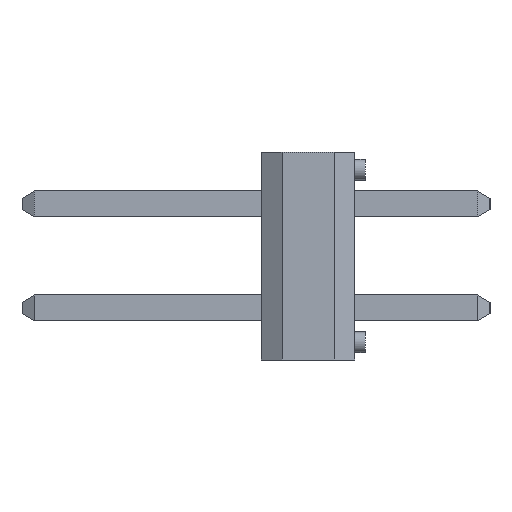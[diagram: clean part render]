
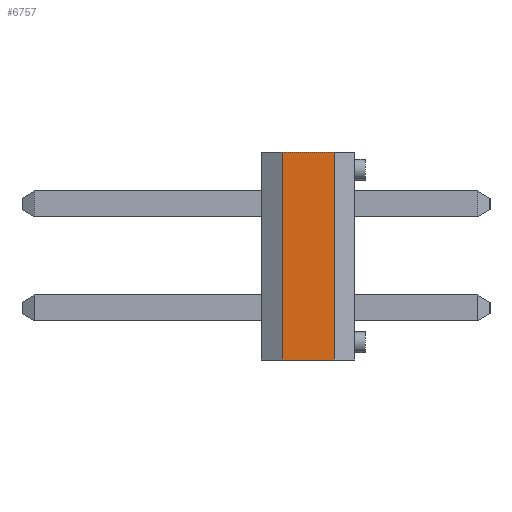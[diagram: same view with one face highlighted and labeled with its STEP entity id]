
A CAD part, left-side view. The second image highlights one B-rep face of the part: STEP entity #6757.
In plain terms, the highlighted planar face has unit normal (-1, 0, 0).
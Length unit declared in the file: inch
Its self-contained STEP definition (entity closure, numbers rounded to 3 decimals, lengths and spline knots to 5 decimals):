
#915 = ORIENTED_EDGE ( 'NONE', *, *, #6766, .F. ) ;
#6059 = CARTESIAN_POINT ( 'NONE',  ( 0., -0.02, 0. ) ) ;
#6074 = CARTESIAN_POINT ( 'NONE',  ( 0., -0.09, 0. ) ) ;
#6075 = LINE ( 'NONE', #6074, #6099 ) ;
#6076 = DIRECTION ( 'NONE',  ( -1., 0., 0. ) ) ;
#6077 = CARTESIAN_POINT ( 'NONE',  ( 0., -0.09, 0. ) ) ;
#6078 = FACE_OUTER_BOUND ( 'NONE', #6730, .T. ) ;
#6079 = PLANE ( 'NONE',  #6100 ) ;
#6080 = DIRECTION ( 'NONE',  ( 0., 0., 1. ) ) ;
#6081 = VECTOR ( 'NONE', #6080, 39.37008 ) ;
#6082 = CARTESIAN_POINT ( 'NONE',  ( 0., -0.02, -0.20004 ) ) ;
#6084 = LINE ( 'NONE', #6082, #6081 ) ;
#6088 = CARTESIAN_POINT ( 'NONE',  ( 0., -0.02, -0.2 ) ) ;
#6098 = DIRECTION ( 'NONE',  ( 0., 1., 0. ) ) ;
#6099 = VECTOR ( 'NONE', #6098, 39.37008 ) ;
#6100 = AXIS2_PLACEMENT_3D ( 'NONE', #6077, #6076, #6134 ) ;
#6101 = CARTESIAN_POINT ( 'NONE',  ( 0., -0.07, 0. ) ) ;
#6127 = DIRECTION ( 'NONE',  ( 0., 1., 0. ) ) ;
#6128 = CARTESIAN_POINT ( 'NONE',  ( 0., -0.07, -0.2 ) ) ;
#6130 = LINE ( 'NONE', #6139, #6133 ) ;
#6133 = VECTOR ( 'NONE', #6127, 39.37008 ) ;
#6134 = DIRECTION ( 'NONE',  ( 0., 0., 1. ) ) ;
#6135 = DIRECTION ( 'NONE',  ( 0., 0., 1. ) ) ;
#6136 = VECTOR ( 'NONE', #6135, 39.37008 ) ;
#6137 = CARTESIAN_POINT ( 'NONE',  ( 0., -0.07, -0.20004 ) ) ;
#6138 = LINE ( 'NONE', #6137, #6136 ) ;
#6139 = CARTESIAN_POINT ( 'NONE',  ( 0., -0.09, -0.2 ) ) ;
#6730 = EDGE_LOOP ( 'NONE', ( #6755, #6733, #6736, #915 ) ) ;
#6732 = VERTEX_POINT ( 'NONE', #6059 ) ;
#6733 = ORIENTED_EDGE ( 'NONE', *, *, #6756, .T. ) ;
#6736 = ORIENTED_EDGE ( 'NONE', *, *, #6752, .F. ) ;
#6746 = VERTEX_POINT ( 'NONE', #6101 ) ;
#6752 = EDGE_CURVE ( 'NONE', #6754, #6732, #6084, .T. ) ;
#6754 = VERTEX_POINT ( 'NONE', #6088 ) ;
#6755 = ORIENTED_EDGE ( 'NONE', *, *, #6759, .T. ) ;
#6756 = EDGE_CURVE ( 'NONE', #6746, #6732, #6075, .T. ) ;
#6757 = ADVANCED_FACE ( 'NONE', ( #6078 ), #6079, .T. ) ;
#6759 = EDGE_CURVE ( 'NONE', #6767, #6746, #6138, .T. ) ;
#6766 = EDGE_CURVE ( 'NONE', #6767, #6754, #6130, .T. ) ;
#6767 = VERTEX_POINT ( 'NONE', #6128 ) ;
